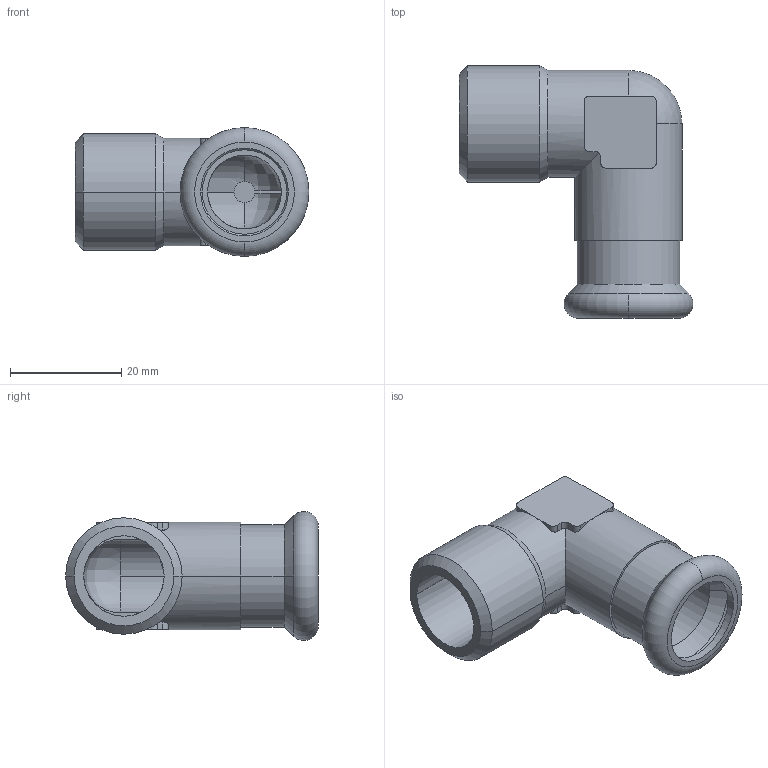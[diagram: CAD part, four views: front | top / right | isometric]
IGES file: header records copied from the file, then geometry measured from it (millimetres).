
Global section: file name: No Iges File Name specified; native system: Autodesk Inventor 2011; preprocessor: AutoDesk Inventor Iges Exporter R2011; author: bruh; date: 20110606.152128; units: millimetre
Bounding box: 42.09 x 45.48 x 23.19 mm (x, y, z)
Volume: 9231.9 mm3; surface area: 7632.9 mm2
Topology: 1 solids, 1 shells, 71 faces, 184 edges, 116 vertices
Faces by surface type: plane 28, cylinder 19, revolution 13, cone 6, bspline 2, torus 2, sphere 1
